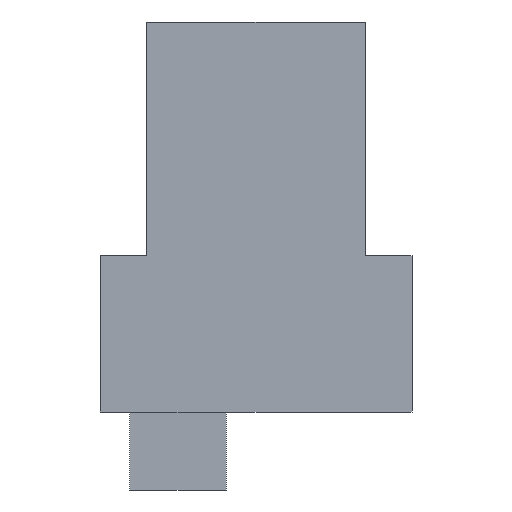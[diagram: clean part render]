
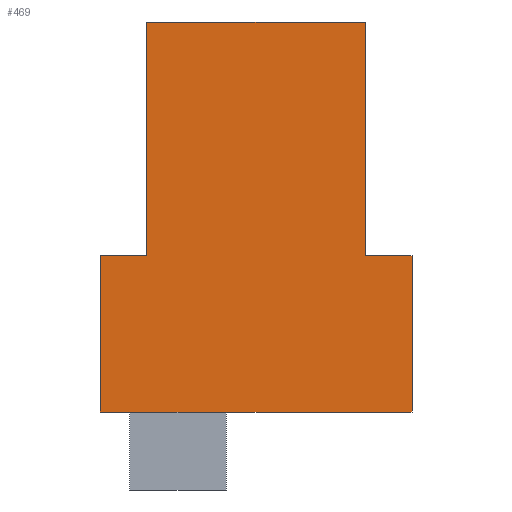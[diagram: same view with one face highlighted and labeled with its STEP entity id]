
A CAD part, front view. The second image highlights one B-rep face of the part: STEP entity #469.
In plain terms, the highlighted planar face has unit normal (0, -1, 0).
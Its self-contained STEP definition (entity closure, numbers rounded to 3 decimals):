
#35=FACE_OUTER_BOUND('',#60,.T.);
#60=EDGE_LOOP('',(#382,#383,#384,#385,#386,#387,#388,#389));
#77=LINE('',#650,#140);
#116=LINE('',#730,#179);
#120=LINE('',#738,#183);
#122=LINE('',#742,#185);
#124=LINE('',#745,#187);
#125=LINE('',#747,#188);
#126=LINE('',#749,#189);
#127=LINE('',#750,#190);
#140=VECTOR('',#529,10.);
#179=VECTOR('',#596,10.);
#183=VECTOR('',#602,10.);
#185=VECTOR('',#606,10.);
#187=VECTOR('',#610,10.);
#188=VECTOR('',#611,10.);
#189=VECTOR('',#612,10.);
#190=VECTOR('',#613,10.);
#202=VERTEX_POINT('',#647);
#203=VERTEX_POINT('',#649);
#229=VERTEX_POINT('',#726);
#230=VERTEX_POINT('',#728);
#233=VERTEX_POINT('',#736);
#234=VERTEX_POINT('',#741);
#235=VERTEX_POINT('',#746);
#236=VERTEX_POINT('',#748);
#245=EDGE_CURVE('',#203,#202,#77,.T.);
#284=EDGE_CURVE('',#229,#230,#116,.T.);
#288=EDGE_CURVE('',#230,#233,#120,.T.);
#290=EDGE_CURVE('',#234,#229,#122,.T.);
#292=EDGE_CURVE('',#203,#233,#124,.T.);
#293=EDGE_CURVE('',#202,#235,#125,.T.);
#294=EDGE_CURVE('',#235,#236,#126,.T.);
#295=EDGE_CURVE('',#236,#234,#127,.T.);
#382=ORIENTED_EDGE('',*,*,#284,.T.);
#383=ORIENTED_EDGE('',*,*,#288,.T.);
#384=ORIENTED_EDGE('',*,*,#292,.F.);
#385=ORIENTED_EDGE('',*,*,#245,.T.);
#386=ORIENTED_EDGE('',*,*,#293,.T.);
#387=ORIENTED_EDGE('',*,*,#294,.T.);
#388=ORIENTED_EDGE('',*,*,#295,.T.);
#389=ORIENTED_EDGE('',*,*,#290,.T.);
#444=PLANE('',#508);
#469=ADVANCED_FACE('',(#35),#444,.F.);
#508=AXIS2_PLACEMENT_3D('',#744,#608,#609);
#529=DIRECTION('',(0.,0.,-1.));
#596=DIRECTION('',(-1.,0.,0.));
#602=DIRECTION('',(0.,0.,1.));
#606=DIRECTION('',(0.,0.,1.));
#608=DIRECTION('center_axis',(0.,1.,0.));
#609=DIRECTION('ref_axis',(1.,0.,0.));
#610=DIRECTION('',(1.,0.,0.));
#611=DIRECTION('',(-1.,0.,0.));
#612=DIRECTION('',(0.,0.,-1.));
#613=DIRECTION('',(1.,0.,0.));
#647=CARTESIAN_POINT('',(3.,0.,10.));
#649=CARTESIAN_POINT('',(3.,0.,25.));
#650=CARTESIAN_POINT('',(3.,0.,11.25));
#726=CARTESIAN_POINT('',(20.,0.,10.));
#728=CARTESIAN_POINT('',(17.,0.,10.));
#730=CARTESIAN_POINT('',(15.,0.,10.));
#736=CARTESIAN_POINT('',(17.,0.,25.));
#738=CARTESIAN_POINT('',(17.,0.,11.25));
#741=CARTESIAN_POINT('',(20.,0.,0.));
#742=CARTESIAN_POINT('',(20.,0.,20.));
#744=CARTESIAN_POINT('Origin',(10.,0.,10.));
#745=CARTESIAN_POINT('',(20.,0.,25.));
#746=CARTESIAN_POINT('',(0.,0.,10.));
#747=CARTESIAN_POINT('',(5.,0.,10.));
#748=CARTESIAN_POINT('',(0.,0.,0.));
#749=CARTESIAN_POINT('',(0.,0.,20.));
#750=CARTESIAN_POINT('',(0.,0.,0.));
